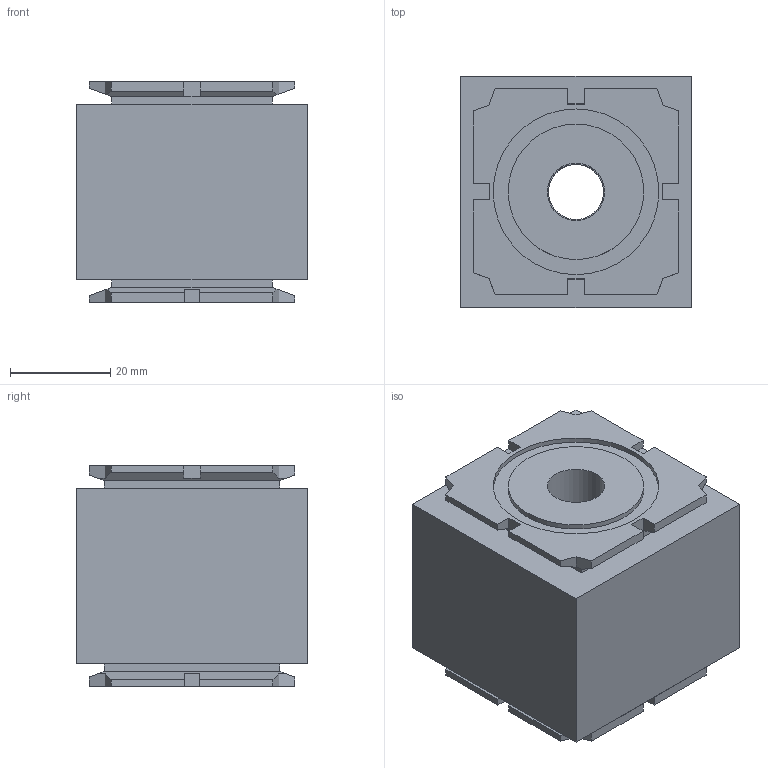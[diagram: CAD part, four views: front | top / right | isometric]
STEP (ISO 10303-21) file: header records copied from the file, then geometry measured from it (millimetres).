
FILE_DESCRIPTION(/* description */ ('STEP AP214'),/* implementation_level */ '2;1');
FILE_NAME(/* name */ 'EA3001-02',/* time_stamp */ '2026-03-18T11:28:32+01:00',/* author */ ('License CC BY-ND 4.0'),/* organization */ ('CADENAS'),/* preprocessor_version */ 'ST-DEVELOPER v20',/* originating_system */ 'PARTsolutions',/* authorisation */ ' ');
FILE_SCHEMA (('AUTOMOTIVE_DESIGN {1 0 10303 214 3 1 1}'));
Length unit declared in the file: millimetre
Products named in the file (3): EA3001-02; EA3001-02-dummy; EA3001-02-body
Assembly tree (2 placements, depth 2):
  EA3001-02
    EA3001-02-dummy
    EA3001-02-body
Bounding box: 46 x 46 x 44 mm (x, y, z)
Volume: 79541.1 mm3; surface area: 15910.9 mm2
Topology: 1 solids, 1 shells, 108 faces, 283 edges, 186 vertices
Faces by surface type: plane 99, cylinder 9
Full cylindrical faces by diameter (mm): 11 x2, 11.445 x3, 27 x2, 33 x2
Entity records: 3270 total; most frequent: CARTESIAN_POINT 566, ORIENTED_EDGE 542, DIRECTION 512, EDGE_CURVE 271, LINE 252, VECTOR 252, VERTEX_POINT 183, EDGE_LOOP 130
